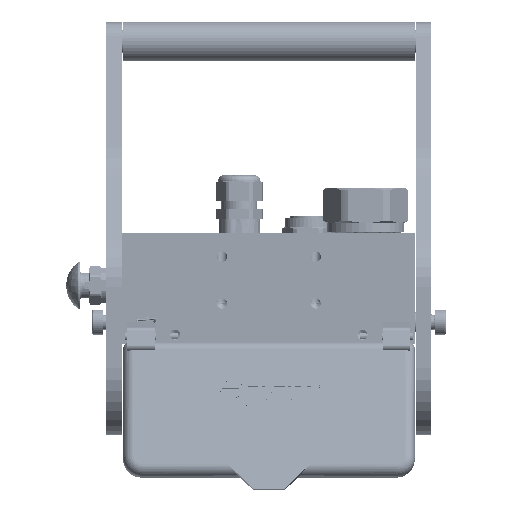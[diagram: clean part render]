
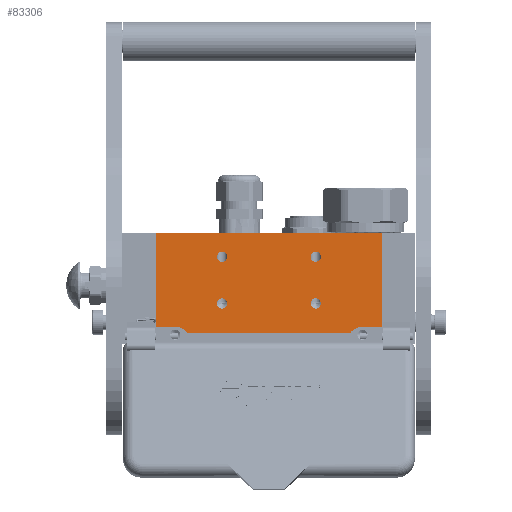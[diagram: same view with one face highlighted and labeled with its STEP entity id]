
A CAD part, left-side view. The second image highlights one B-rep face of the part: STEP entity #83306.
In plain terms, the highlighted face is planar.
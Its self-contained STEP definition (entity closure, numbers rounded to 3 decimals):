
#1625 = DIRECTION ( 'NONE',  ( 1., 0., 0. ) ) ;
#2448 = EDGE_LOOP ( 'NONE', ( #78076, #120277 ) ) ;
#2647 = ORIENTED_EDGE ( 'NONE', *, *, #7624, .T. ) ;
#4972 = CARTESIAN_POINT ( 'NONE',  ( 166.7, 0., -108. ) ) ;
#5052 = AXIS2_PLACEMENT_3D ( 'NONE', #117711, #146536, #12093 ) ;
#5566 = PLANE ( 'NONE',  #70917 ) ;
#7624 = EDGE_CURVE ( 'NONE', #158502, #148283, #112037, .T. ) ;
#12092 = EDGE_CURVE ( 'NONE', #114611, #154090, #63278, .T. ) ;
#12093 = DIRECTION ( 'NONE',  ( 0.815, -0.58, 0. ) ) ;
#12669 = LINE ( 'NONE', #103292, #40095 ) ;
#12945 = FACE_BOUND ( 'NONE', #2448, .T. ) ;
#12952 = LINE ( 'NONE', #166759, #80490 ) ;
#14706 = DIRECTION ( 'NONE',  ( 0., 0., -1. ) ) ;
#15036 = CARTESIAN_POINT ( 'NONE',  ( 42.146, 64.2, -108. ) ) ;
#17217 = FACE_BOUND ( 'NONE', #136645, .T. ) ;
#18130 = VERTEX_POINT ( 'NONE', #118495 ) ;
#19079 = CARTESIAN_POINT ( 'NONE',  ( 124., 15., -108. ) ) ;
#22647 = AXIS2_PLACEMENT_3D ( 'NONE', #135710, #149248, #122694 ) ;
#25448 = CARTESIAN_POINT ( 'NONE',  ( 124., 45., -108. ) ) ;
#25648 = FACE_BOUND ( 'NONE', #83265, .T. ) ;
#26797 = DIRECTION ( 'NONE',  ( 0., -1., 0. ) ) ;
#27852 = CARTESIAN_POINT ( 'NONE',  ( 21.3, 60., -108. ) ) ;
#28469 = ORIENTED_EDGE ( 'NONE', *, *, #49486, .F. ) ;
#28629 = ORIENTED_EDGE ( 'NONE', *, *, #162831, .T. ) ;
#31056 = DIRECTION ( 'NONE',  ( 0., -1., 0. ) ) ;
#32572 = CARTESIAN_POINT ( 'NONE',  ( 124., 48.3, -108. ) ) ;
#35376 = ORIENTED_EDGE ( 'NONE', *, *, #12092, .F. ) ;
#37542 = EDGE_CURVE ( 'NONE', #18130, #92297, #63121, .T. ) ;
#37657 = EDGE_CURVE ( 'NONE', #149468, #116024, #73557, .T. ) ;
#38179 = AXIS2_PLACEMENT_3D ( 'NONE', #19079, #113987, #98697 ) ;
#38374 = DIRECTION ( 'NONE',  ( 0., 0., -1. ) ) ;
#40095 = VECTOR ( 'NONE', #74977, 1000. ) ;
#41436 = EDGE_CURVE ( 'NONE', #80207, #172048, #63900, .T. ) ;
#42249 = CARTESIAN_POINT ( 'NONE',  ( 64., 41.7, -108. ) ) ;
#43287 = CARTESIAN_POINT ( 'NONE',  ( 64., 15., -108. ) ) ;
#44449 = VERTEX_POINT ( 'NONE', #50185 ) ;
#44460 = DIRECTION ( 'NONE',  ( 0., 1., 0. ) ) ;
#44942 = EDGE_CURVE ( 'NONE', #50129, #53718, #120479, .T. ) ;
#45762 = AXIS2_PLACEMENT_3D ( 'NONE', #101507, #46143, #87982 ) ;
#46143 = DIRECTION ( 'NONE',  ( 0., 0., -1. ) ) ;
#49109 = ORIENTED_EDGE ( 'NONE', *, *, #69552, .F. ) ;
#49486 = EDGE_CURVE ( 'NONE', #157442, #106692, #78602, .T. ) ;
#50129 = VERTEX_POINT ( 'NONE', #61815 ) ;
#50185 = CARTESIAN_POINT ( 'NONE',  ( 34., 60., -108. ) ) ;
#52503 = EDGE_CURVE ( 'NONE', #116024, #149468, #109371, .T. ) ;
#52789 = CIRCLE ( 'NONE', #5052, 10. ) ;
#53718 = VERTEX_POINT ( 'NONE', #32572 ) ;
#56841 = DIRECTION ( 'NONE',  ( 0., 1., 0. ) ) ;
#61815 = CARTESIAN_POINT ( 'NONE',  ( 124., 41.7, -108. ) ) ;
#61911 = DIRECTION ( 'NONE',  ( 0., 0., -1. ) ) ;
#62475 = CIRCLE ( 'NONE', #115085, 3.3 ) ;
#63121 = LINE ( 'NONE', #136451, #162184 ) ;
#63278 = LINE ( 'NONE', #115264, #143446 ) ;
#63749 = ORIENTED_EDGE ( 'NONE', *, *, #52503, .F. ) ;
#63900 = CIRCLE ( 'NONE', #38179, 3.3 ) ;
#67874 = CARTESIAN_POINT ( 'NONE',  ( 21.3, 0., -108. ) ) ;
#68275 = AXIS2_PLACEMENT_3D ( 'NONE', #134691, #119937, #26797 ) ;
#69474 = ORIENTED_EDGE ( 'NONE', *, *, #163793, .T. ) ;
#69552 = EDGE_CURVE ( 'NONE', #106692, #157442, #76508, .T. ) ;
#70631 = CARTESIAN_POINT ( 'NONE',  ( 154., 70., -108. ) ) ;
#70917 = AXIS2_PLACEMENT_3D ( 'NONE', #4972, #99921, #98737 ) ;
#72426 = ORIENTED_EDGE ( 'NONE', *, *, #134408, .F. ) ;
#73557 = CIRCLE ( 'NONE', #106683, 3.3 ) ;
#73981 = DIRECTION ( 'NONE',  ( -1., 0., 0. ) ) ;
#74555 = CARTESIAN_POINT ( 'NONE',  ( 145.854, 64.2, -108. ) ) ;
#74977 = DIRECTION ( 'NONE',  ( -1., 0., 0. ) ) ;
#76508 = CIRCLE ( 'NONE', #160332, 3.3 ) ;
#78076 = ORIENTED_EDGE ( 'NONE', *, *, #122580, .F. ) ;
#78602 = CIRCLE ( 'NONE', #45762, 3.3 ) ;
#80207 = VERTEX_POINT ( 'NONE', #81220 ) ;
#80490 = VECTOR ( 'NONE', #112613, 1000. ) ;
#80652 = CARTESIAN_POINT ( 'NONE',  ( 21.3, 60., -108. ) ) ;
#81220 = CARTESIAN_POINT ( 'NONE',  ( 124., 18.3, -108. ) ) ;
#83265 = EDGE_LOOP ( 'NONE', ( #63749, #133002 ) ) ;
#83306 = ADVANCED_FACE ( 'NONE', ( #99471, #12945, #17217, #25648, #131068 ), #5566, .T. ) ;
#83757 = VERTEX_POINT ( 'NONE', #125374 ) ;
#87982 = DIRECTION ( 'NONE',  ( 0., -1., 0. ) ) ;
#88910 = VECTOR ( 'NONE', #164428, 1000. ) ;
#92297 = VERTEX_POINT ( 'NONE', #98489 ) ;
#92685 = DIRECTION ( 'NONE',  ( 0., 1., 0. ) ) ;
#98294 = ORIENTED_EDGE ( 'NONE', *, *, #44942, .F. ) ;
#98489 = CARTESIAN_POINT ( 'NONE',  ( 166.7, 60., -108. ) ) ;
#98697 = DIRECTION ( 'NONE',  ( 0., 1., 0. ) ) ;
#98737 = DIRECTION ( 'NONE',  ( -1., 0., 0. ) ) ;
#98863 = AXIS2_PLACEMENT_3D ( 'NONE', #70631, #165440, #31056 ) ;
#99471 = FACE_BOUND ( 'NONE', #173590, .T. ) ;
#99921 = DIRECTION ( 'NONE',  ( 0., 0., -1. ) ) ;
#101507 = CARTESIAN_POINT ( 'NONE',  ( 64., 45., -108. ) ) ;
#101514 = ORIENTED_EDGE ( 'NONE', *, *, #151654, .F. ) ;
#103292 = CARTESIAN_POINT ( 'NONE',  ( 166.7, 0., -108. ) ) ;
#103699 = CIRCLE ( 'NONE', #22647, 3.3 ) ;
#104069 = ORIENTED_EDGE ( 'NONE', *, *, #37542, .F. ) ;
#106683 = AXIS2_PLACEMENT_3D ( 'NONE', #43287, #137596, #56841 ) ;
#106692 = VERTEX_POINT ( 'NONE', #158822 ) ;
#109371 = CIRCLE ( 'NONE', #157010, 3.3 ) ;
#109802 = VECTOR ( 'NONE', #1625, 1000. ) ;
#112037 = LINE ( 'NONE', #123761, #88910 ) ;
#112613 = DIRECTION ( 'NONE',  ( -1., 0., 0. ) ) ;
#113987 = DIRECTION ( 'NONE',  ( 0., 0., -1. ) ) ;
#114611 = VERTEX_POINT ( 'NONE', #74555 ) ;
#115085 = AXIS2_PLACEMENT_3D ( 'NONE', #25448, #38374, #92685 ) ;
#115264 = CARTESIAN_POINT ( 'NONE',  ( 145.854, 64.2, -108. ) ) ;
#116024 = VERTEX_POINT ( 'NONE', #146599 ) ;
#116088 = CARTESIAN_POINT ( 'NONE',  ( 64., 45., -108. ) ) ;
#117711 = CARTESIAN_POINT ( 'NONE',  ( 34., 70., -108. ) ) ;
#118495 = CARTESIAN_POINT ( 'NONE',  ( 166.7, 0., -108. ) ) ;
#119937 = DIRECTION ( 'NONE',  ( 0., 0., -1. ) ) ;
#120277 = ORIENTED_EDGE ( 'NONE', *, *, #41436, .F. ) ;
#120479 = CIRCLE ( 'NONE', #68275, 3.3 ) ;
#121977 = CARTESIAN_POINT ( 'NONE',  ( 64., 15., -108. ) ) ;
#122580 = EDGE_CURVE ( 'NONE', #172048, #80207, #103699, .T. ) ;
#122694 = DIRECTION ( 'NONE',  ( 0., -1., 0. ) ) ;
#123187 = EDGE_CURVE ( 'NONE', #154090, #44449, #52789, .T. ) ;
#123761 = CARTESIAN_POINT ( 'NONE',  ( 21.3, 0., -108. ) ) ;
#125374 = CARTESIAN_POINT ( 'NONE',  ( 154., 60., -108. ) ) ;
#126475 = CIRCLE ( 'NONE', #98863, 10. ) ;
#130179 = EDGE_CURVE ( 'NONE', #92297, #83757, #12952, .T. ) ;
#130934 = LINE ( 'NONE', #80652, #109802 ) ;
#131068 = FACE_OUTER_BOUND ( 'NONE', #147781, .T. ) ;
#133002 = ORIENTED_EDGE ( 'NONE', *, *, #37657, .F. ) ;
#134408 = EDGE_CURVE ( 'NONE', #53718, #50129, #62475, .T. ) ;
#134691 = CARTESIAN_POINT ( 'NONE',  ( 124., 45., -108. ) ) ;
#135710 = CARTESIAN_POINT ( 'NONE',  ( 124., 15., -108. ) ) ;
#136168 = DIRECTION ( 'NONE',  ( 0., -1., 0. ) ) ;
#136451 = CARTESIAN_POINT ( 'NONE',  ( 166.7, 0., -108. ) ) ;
#136645 = EDGE_LOOP ( 'NONE', ( #28469, #49109 ) ) ;
#137596 = DIRECTION ( 'NONE',  ( 0., 0., -1. ) ) ;
#139323 = ORIENTED_EDGE ( 'NONE', *, *, #130179, .F. ) ;
#140932 = CARTESIAN_POINT ( 'NONE',  ( 64., 18.3, -108. ) ) ;
#141418 = CARTESIAN_POINT ( 'NONE',  ( 124., 11.7, -108. ) ) ;
#142572 = ORIENTED_EDGE ( 'NONE', *, *, #123187, .F. ) ;
#143446 = VECTOR ( 'NONE', #73981, 1000. ) ;
#143786 = DIRECTION ( 'NONE',  ( 0., 1., 0. ) ) ;
#146536 = DIRECTION ( 'NONE',  ( 0., 0., -1. ) ) ;
#146599 = CARTESIAN_POINT ( 'NONE',  ( 64., 11.7, -108. ) ) ;
#147781 = EDGE_LOOP ( 'NONE', ( #104069, #69474, #2647, #28629, #142572, #35376, #101514, #139323 ) ) ;
#148283 = VERTEX_POINT ( 'NONE', #27852 ) ;
#149248 = DIRECTION ( 'NONE',  ( 0., 0., -1. ) ) ;
#149468 = VERTEX_POINT ( 'NONE', #140932 ) ;
#151654 = EDGE_CURVE ( 'NONE', #83757, #114611, #126475, .T. ) ;
#154090 = VERTEX_POINT ( 'NONE', #15036 ) ;
#157010 = AXIS2_PLACEMENT_3D ( 'NONE', #121977, #14706, #136168 ) ;
#157442 = VERTEX_POINT ( 'NONE', #42249 ) ;
#158502 = VERTEX_POINT ( 'NONE', #67874 ) ;
#158822 = CARTESIAN_POINT ( 'NONE',  ( 64., 48.3, -108. ) ) ;
#160332 = AXIS2_PLACEMENT_3D ( 'NONE', #116088, #61911, #143786 ) ;
#162184 = VECTOR ( 'NONE', #44460, 1000. ) ;
#162831 = EDGE_CURVE ( 'NONE', #148283, #44449, #130934, .T. ) ;
#163793 = EDGE_CURVE ( 'NONE', #18130, #158502, #12669, .T. ) ;
#164428 = DIRECTION ( 'NONE',  ( 0., 1., 0. ) ) ;
#165440 = DIRECTION ( 'NONE',  ( 0., 0., -1. ) ) ;
#166759 = CARTESIAN_POINT ( 'NONE',  ( 166.7, 60., -108. ) ) ;
#172048 = VERTEX_POINT ( 'NONE', #141418 ) ;
#173590 = EDGE_LOOP ( 'NONE', ( #98294, #72426 ) ) ;
